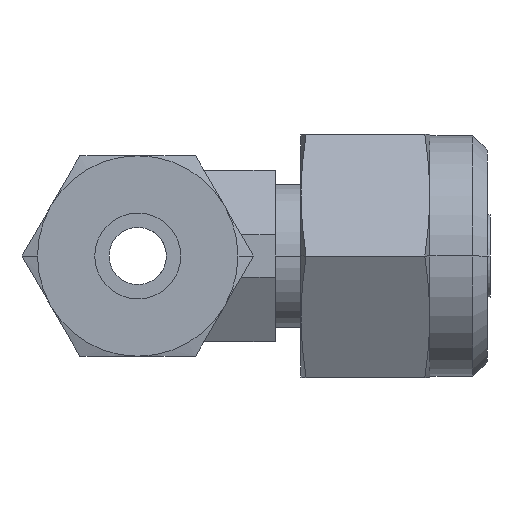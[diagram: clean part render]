
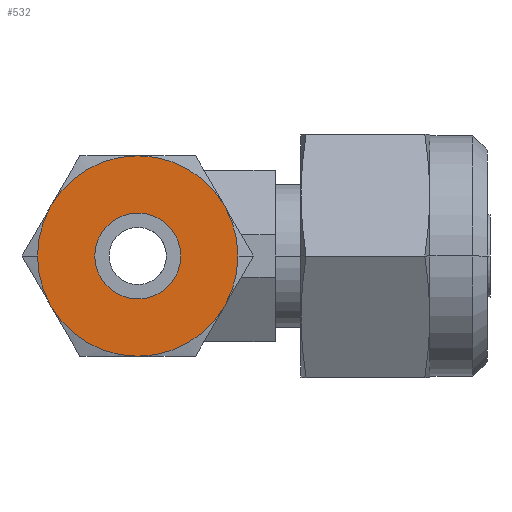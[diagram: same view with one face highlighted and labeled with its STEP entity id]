
A CAD part, left-side view. The second image highlights one B-rep face of the part: STEP entity #532.
In plain terms, the highlighted planar face has unit normal (-1, 0, 0).
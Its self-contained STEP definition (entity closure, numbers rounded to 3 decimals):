
#532 = ADVANCED_FACE( '', ( #1096, #1097 ), #1098, .T. );
#1096 = FACE_OUTER_BOUND( '', #1671, .T. );
#1097 = FACE_BOUND( '', #1672, .T. );
#1098 = PLANE( '', #1673 );
#1671 = EDGE_LOOP( '', ( #3681, #3682, #3683, #3684, #3685, #3686, #3687, #3688 ) );
#1672 = EDGE_LOOP( '', ( #3689, #3690 ) );
#1673 = AXIS2_PLACEMENT_3D( '', #3691, #3692, #3693 );
#3681 = ORIENTED_EDGE( '', *, *, #4362, .F. );
#3682 = ORIENTED_EDGE( '', *, *, #4363, .F. );
#3683 = ORIENTED_EDGE( '', *, *, #4358, .F. );
#3684 = ORIENTED_EDGE( '', *, *, #4359, .F. );
#3685 = ORIENTED_EDGE( '', *, *, #4319, .F. );
#3686 = ORIENTED_EDGE( '', *, *, #4360, .F. );
#3687 = ORIENTED_EDGE( '', *, *, #4361, .F. );
#3688 = ORIENTED_EDGE( '', *, *, #4315, .F. );
#3689 = ORIENTED_EDGE( '', *, *, #4369, .T. );
#3690 = ORIENTED_EDGE( '', *, *, #4299, .T. );
#3691 = CARTESIAN_POINT( '', ( -27., -5., 0. ) );
#3692 = DIRECTION( '', ( -1., 0., 0. ) );
#3693 = DIRECTION( '', ( 0., 1., 0. ) );
#4299 = EDGE_CURVE( '', #5260, #5257, #5261, .T. );
#4315 = EDGE_CURVE( '', #5285, #5288, #5289, .T. );
#4319 = EDGE_CURVE( '', #5294, #5292, #5296, .T. );
#4358 = EDGE_CURVE( '', #5312, #5331, #5357, .T. );
#4359 = EDGE_CURVE( '', #5292, #5312, #5358, .T. );
#4360 = EDGE_CURVE( '', #5344, #5294, #5359, .T. );
#4361 = EDGE_CURVE( '', #5288, #5344, #5360, .T. );
#4362 = EDGE_CURVE( '', #5324, #5285, #5361, .T. );
#4363 = EDGE_CURVE( '', #5331, #5324, #5362, .T. );
#4369 = EDGE_CURVE( '', #5257, #5260, #5368, .T. );
#5257 = VERTEX_POINT( '', #7070 );
#5260 = VERTEX_POINT( '', #7074 );
#5261 = CIRCLE( '', #7075, 3. );
#5285 = VERTEX_POINT( '', #7108 );
#5288 = VERTEX_POINT( '', #7112 );
#5289 = CIRCLE( '', #7113, 7. );
#5292 = VERTEX_POINT( '', #7125 );
#5294 = VERTEX_POINT( '', #7128 );
#5296 = CIRCLE( '', #7139, 7. );
#5312 = VERTEX_POINT( '', #7185 );
#5324 = VERTEX_POINT( '', #7235 );
#5331 = VERTEX_POINT( '', #7279 );
#5344 = VERTEX_POINT( '', #7356 );
#5357 = CIRCLE( '', #7406, 7. );
#5358 = CIRCLE( '', #7407, 7. );
#5359 = CIRCLE( '', #7408, 7. );
#5360 = CIRCLE( '', #7409, 7. );
#5361 = CIRCLE( '', #7410, 7. );
#5362 = CIRCLE( '', #7411, 7. );
#5368 = CIRCLE( '', #7417, 3. );
#7070 = CARTESIAN_POINT( '', ( -27., -3., 0. ) );
#7074 = CARTESIAN_POINT( '', ( -27., 3., 0. ) );
#7075 = AXIS2_PLACEMENT_3D( '', #8266, #8267, #8268 );
#7108 = CARTESIAN_POINT( '', ( -27., -7., 0. ) );
#7112 = CARTESIAN_POINT( '', ( -27., -6.062, -3.5 ) );
#7113 = AXIS2_PLACEMENT_3D( '', #8294, #8295, #8296 );
#7125 = CARTESIAN_POINT( '', ( -27., 7., 0. ) );
#7128 = CARTESIAN_POINT( '', ( -27., 6.062, -3.5 ) );
#7139 = AXIS2_PLACEMENT_3D( '', #8298, #8299, #8300 );
#7185 = CARTESIAN_POINT( '', ( -27., 6.062, 3.5 ) );
#7235 = CARTESIAN_POINT( '', ( -27., -6.062, 3.5 ) );
#7279 = CARTESIAN_POINT( '', ( -27., 0., 7. ) );
#7356 = CARTESIAN_POINT( '', ( -27., 0., -7. ) );
#7406 = AXIS2_PLACEMENT_3D( '', #8333, #8334, #8335 );
#7407 = AXIS2_PLACEMENT_3D( '', #8336, #8337, #8338 );
#7408 = AXIS2_PLACEMENT_3D( '', #8339, #8340, #8341 );
#7409 = AXIS2_PLACEMENT_3D( '', #8342, #8343, #8344 );
#7410 = AXIS2_PLACEMENT_3D( '', #8345, #8346, #8347 );
#7411 = AXIS2_PLACEMENT_3D( '', #8348, #8349, #8350 );
#7417 = AXIS2_PLACEMENT_3D( '', #8366, #8367, #8368 );
#8266 = CARTESIAN_POINT( '', ( -27., 0., 0. ) );
#8267 = DIRECTION( '', ( 1., 0., 0. ) );
#8268 = DIRECTION( '', ( 0., -1., 0. ) );
#8294 = CARTESIAN_POINT( '', ( -27., 0., 0. ) );
#8295 = DIRECTION( '', ( 1., 0., 0. ) );
#8296 = DIRECTION( '', ( 0., -1., 0. ) );
#8298 = CARTESIAN_POINT( '', ( -27., 0., 0. ) );
#8299 = DIRECTION( '', ( 1., 0., 0. ) );
#8300 = DIRECTION( '', ( 0., -1., 0. ) );
#8333 = CARTESIAN_POINT( '', ( -27., 0., 0. ) );
#8334 = DIRECTION( '', ( 1., 0., 0. ) );
#8335 = DIRECTION( '', ( 0., -1., 0. ) );
#8336 = CARTESIAN_POINT( '', ( -27., 0., 0. ) );
#8337 = DIRECTION( '', ( 1., 0., 0. ) );
#8338 = DIRECTION( '', ( 0., -1., 0. ) );
#8339 = CARTESIAN_POINT( '', ( -27., 0., 0. ) );
#8340 = DIRECTION( '', ( 1., 0., 0. ) );
#8341 = DIRECTION( '', ( 0., -1., 0. ) );
#8342 = CARTESIAN_POINT( '', ( -27., 0., 0. ) );
#8343 = DIRECTION( '', ( 1., 0., 0. ) );
#8344 = DIRECTION( '', ( 0., -1., 0. ) );
#8345 = CARTESIAN_POINT( '', ( -27., 0., 0. ) );
#8346 = DIRECTION( '', ( 1., 0., 0. ) );
#8347 = DIRECTION( '', ( 0., -1., 0. ) );
#8348 = CARTESIAN_POINT( '', ( -27., 0., 0. ) );
#8349 = DIRECTION( '', ( 1., 0., 0. ) );
#8350 = DIRECTION( '', ( 0., -1., 0. ) );
#8366 = CARTESIAN_POINT( '', ( -27., 0., 0. ) );
#8367 = DIRECTION( '', ( 1., 0., 0. ) );
#8368 = DIRECTION( '', ( 0., -1., 0. ) );
